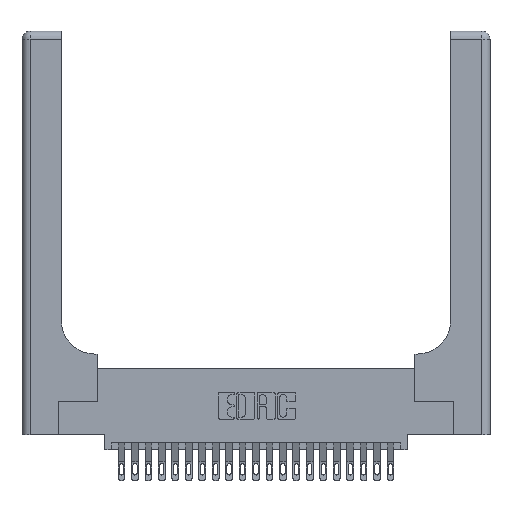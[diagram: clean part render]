
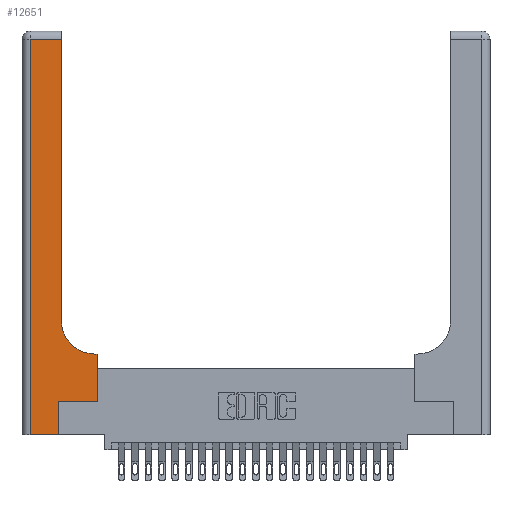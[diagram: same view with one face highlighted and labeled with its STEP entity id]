
A CAD part, top view. The second image highlights one B-rep face of the part: STEP entity #12651.
In plain terms, the highlighted planar face has unit normal (0, 0, 1).
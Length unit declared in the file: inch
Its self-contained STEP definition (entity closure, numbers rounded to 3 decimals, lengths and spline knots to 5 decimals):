
#359 = CARTESIAN_POINT ( 'NONE',  ( 0.5415, 0.6, 0.37 ) ) ;
#667 = PLANE ( 'NONE',  #3196 ) ;
#845 = CARTESIAN_POINT ( 'NONE',  ( 0.06, 3., 0.37 ) ) ;
#1211 = DIRECTION ( 'NONE',  ( 1., 0., 0. ) ) ;
#1271 = ORIENTED_EDGE ( 'NONE', *, *, #4357, .T. ) ;
#1624 = ORIENTED_EDGE ( 'NONE', *, *, #20954, .T. ) ;
#1935 = EDGE_CURVE ( 'NONE', #23454, #7760, #22631, .T. ) ;
#2350 = CARTESIAN_POINT ( 'NONE',  ( 0.269, 0.25, 0.37 ) ) ;
#2371 = EDGE_CURVE ( 'NONE', #3747, #20260, #20566, .T. ) ;
#2464 = VECTOR ( 'NONE', #5667, 39.37008 ) ;
#2819 = ORIENTED_EDGE ( 'NONE', *, *, #1935, .T. ) ;
#3082 = EDGE_CURVE ( 'NONE', #16786, #9785, #10191, .T. ) ;
#3196 = AXIS2_PLACEMENT_3D ( 'NONE', #4726, #18227, #6748 ) ;
#3747 = VERTEX_POINT ( 'NONE', #16277 ) ;
#4357 = EDGE_CURVE ( 'NONE', #15969, #23454, #19898, .T. ) ;
#4726 = CARTESIAN_POINT ( 'NONE',  ( 0., 3., 0.37 ) ) ;
#5214 = DIRECTION ( 'NONE',  ( 1., 0., 0. ) ) ;
#5665 = ORIENTED_EDGE ( 'NONE', *, *, #2371, .T. ) ;
#5667 = DIRECTION ( 'NONE',  ( 0., 1., 0. ) ) ;
#5730 = EDGE_CURVE ( 'NONE', #20260, #15969, #8338, .T. ) ;
#5765 = EDGE_CURVE ( 'NONE', #9785, #24126, #22267, .T. ) ;
#6102 = CARTESIAN_POINT ( 'NONE',  ( 0., 2.94, 0.37 ) ) ;
#6609 = CARTESIAN_POINT ( 'NONE',  ( 0.2915, 3., 0.37 ) ) ;
#6748 = DIRECTION ( 'NONE',  ( -1., 0., 0. ) ) ;
#7488 = VECTOR ( 'NONE', #5214, 39.37008 ) ;
#7760 = VERTEX_POINT ( 'NONE', #22615 ) ;
#7768 = LINE ( 'NONE', #6609, #17344 ) ;
#7779 = CARTESIAN_POINT ( 'NONE',  ( 0.5585, 0.6, 0.37 ) ) ;
#7863 = VECTOR ( 'NONE', #23240, 39.37008 ) ;
#8338 = LINE ( 'NONE', #18547, #17892 ) ;
#8595 = DIRECTION ( 'NONE',  ( 0., 1., 0. ) ) ;
#8615 = CARTESIAN_POINT ( 'NONE',  ( 0.269, 0.25, 0.37 ) ) ;
#8618 = VECTOR ( 'NONE', #17868, 39.37008 ) ;
#9785 = VERTEX_POINT ( 'NONE', #359 ) ;
#10191 = LINE ( 'NONE', #18345, #19658 ) ;
#11031 = FACE_OUTER_BOUND ( 'NONE', #23434, .T. ) ;
#11670 = DIRECTION ( 'NONE',  ( 0., -1., 0. ) ) ;
#11860 = AXIS2_PLACEMENT_3D ( 'NONE', #24268, #13032, #1211 ) ;
#12651 = ADVANCED_FACE ( 'NONE', ( #11031 ), #667, .F. ) ;
#13016 = LINE ( 'NONE', #6102, #7863 ) ;
#13032 = DIRECTION ( 'NONE',  ( 0., 0., -1. ) ) ;
#13823 = ORIENTED_EDGE ( 'NONE', *, *, #15654, .T. ) ;
#14168 = CARTESIAN_POINT ( 'NONE',  ( 0.2915, 2.94, 0.37 ) ) ;
#15034 = VECTOR ( 'NONE', #11670, 39.37008 ) ;
#15654 = EDGE_CURVE ( 'NONE', #7760, #16786, #22922, .T. ) ;
#15806 = ORIENTED_EDGE ( 'NONE', *, *, #5765, .T. ) ;
#15850 = CARTESIAN_POINT ( 'NONE',  ( 0.06, 0., 0.37 ) ) ;
#15969 = VERTEX_POINT ( 'NONE', #18512 ) ;
#16002 = CARTESIAN_POINT ( 'NONE',  ( 0.269, 0., 0.37 ) ) ;
#16277 = CARTESIAN_POINT ( 'NONE',  ( 0.06, 2.94, 0.37 ) ) ;
#16555 = DIRECTION ( 'NONE',  ( -1., 0., 0. ) ) ;
#16587 = ORIENTED_EDGE ( 'NONE', *, *, #19066, .T. ) ;
#16786 = VERTEX_POINT ( 'NONE', #7779 ) ;
#16957 = ORIENTED_EDGE ( 'NONE', *, *, #3082, .T. ) ;
#17344 = VECTOR ( 'NONE', #8595, 39.37008 ) ;
#17868 = DIRECTION ( 'NONE',  ( 0., 1., 0. ) ) ;
#17892 = VECTOR ( 'NONE', #20414, 39.37008 ) ;
#18227 = DIRECTION ( 'NONE',  ( 0., 0., -1. ) ) ;
#18345 = CARTESIAN_POINT ( 'NONE',  ( 0.2915, 0.6, 0.37 ) ) ;
#18440 = CARTESIAN_POINT ( 'NONE',  ( 0.2915, 0.85, 0.37 ) ) ;
#18512 = CARTESIAN_POINT ( 'NONE',  ( 0.269, 0., 0.37 ) ) ;
#18547 = CARTESIAN_POINT ( 'NONE',  ( 0., 0., 0.37 ) ) ;
#19066 = EDGE_CURVE ( 'NONE', #20885, #3747, #13016, .T. ) ;
#19658 = VECTOR ( 'NONE', #16555, 39.37008 ) ;
#19898 = LINE ( 'NONE', #16002, #8618 ) ;
#20260 = VERTEX_POINT ( 'NONE', #15850 ) ;
#20414 = DIRECTION ( 'NONE',  ( 1., 0., 0. ) ) ;
#20566 = LINE ( 'NONE', #845, #15034 ) ;
#20865 = CARTESIAN_POINT ( 'NONE',  ( 0.5585, 0.25, 0.37 ) ) ;
#20885 = VERTEX_POINT ( 'NONE', #14168 ) ;
#20954 = EDGE_CURVE ( 'NONE', #24126, #20885, #7768, .T. ) ;
#21601 = ORIENTED_EDGE ( 'NONE', *, *, #5730, .T. ) ;
#22267 = CIRCLE ( 'NONE', #11860, 0.25 ) ;
#22615 = CARTESIAN_POINT ( 'NONE',  ( 0.5585, 0.25, 0.37 ) ) ;
#22631 = LINE ( 'NONE', #8615, #7488 ) ;
#22922 = LINE ( 'NONE', #20865, #2464 ) ;
#23240 = DIRECTION ( 'NONE',  ( -1., 0., 0. ) ) ;
#23434 = EDGE_LOOP ( 'NONE', ( #1624, #16587, #5665, #21601, #1271, #2819, #13823, #16957, #15806 ) ) ;
#23454 = VERTEX_POINT ( 'NONE', #2350 ) ;
#24126 = VERTEX_POINT ( 'NONE', #18440 ) ;
#24268 = CARTESIAN_POINT ( 'NONE',  ( 0.5415, 0.85, 0.37 ) ) ;
